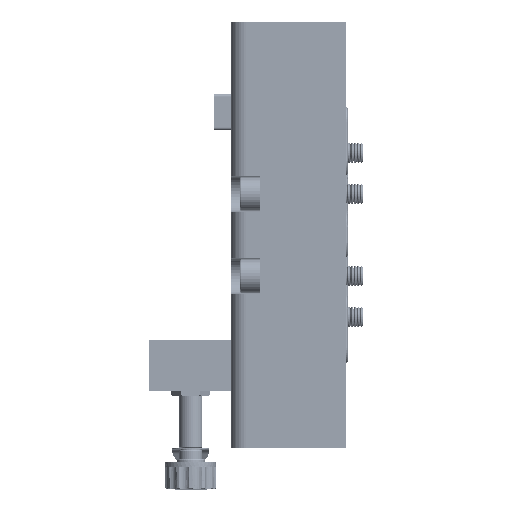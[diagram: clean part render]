
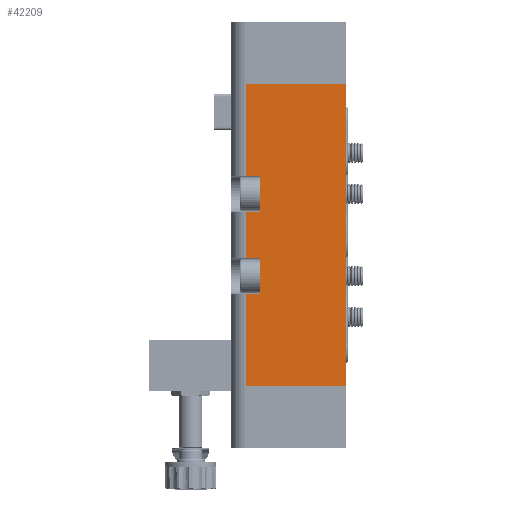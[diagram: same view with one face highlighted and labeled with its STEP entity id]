
A CAD part, left-side view. The second image highlights one B-rep face of the part: STEP entity #42209.
In plain terms, the highlighted planar face has unit normal (-1, 0, 0).
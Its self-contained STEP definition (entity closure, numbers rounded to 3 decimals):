
#406 = DIRECTION ( 'NONE',  ( 0., 0., -1. ) ) ;
#578 = DIRECTION ( 'NONE',  ( 0., 0., -1. ) ) ;
#2827 = CARTESIAN_POINT ( 'NONE',  ( 0., 0., 36. ) ) ;
#4423 = LINE ( 'NONE', #29858, #75490 ) ;
#5618 = CARTESIAN_POINT ( 'NONE',  ( 0., 0., 118. ) ) ;
#5913 = EDGE_CURVE ( 'NONE', #107676, #72200, #63761, .T. ) ;
#8671 = ORIENTED_EDGE ( 'NONE', *, *, #115512, .T. ) ;
#10027 = DIRECTION ( 'NONE',  ( 0., -1., 0. ) ) ;
#11372 = VECTOR ( 'NONE', #19474, 1000. ) ;
#11912 = EDGE_CURVE ( 'NONE', #107676, #48283, #118155, .T. ) ;
#12994 = CARTESIAN_POINT ( 'NONE',  ( 0., 0., 82. ) ) ;
#13625 = DIRECTION ( 'NONE',  ( 0., 0., 1. ) ) ;
#14163 = ORIENTED_EDGE ( 'NONE', *, *, #37467, .F. ) ;
#14356 = VECTOR ( 'NONE', #406, 1000. ) ;
#15573 = VERTEX_POINT ( 'NONE', #97672 ) ;
#17778 = VERTEX_POINT ( 'NONE', #44687 ) ;
#19391 = CARTESIAN_POINT ( 'NONE',  ( 0., 39., 36. ) ) ;
#19407 = VECTOR ( 'NONE', #39015, 1000. ) ;
#19474 = DIRECTION ( 'NONE',  ( 0., 1., 0. ) ) ;
#21144 = VECTOR ( 'NONE', #578, 1000. ) ;
#22307 = ORIENTED_EDGE ( 'NONE', *, *, #95763, .T. ) ;
#22926 = ORIENTED_EDGE ( 'NONE', *, *, #30214, .F. ) ;
#23982 = VECTOR ( 'NONE', #95621, 1000. ) ;
#24569 = VERTEX_POINT ( 'NONE', #19391 ) ;
#25927 = CARTESIAN_POINT ( 'NONE',  ( 0., 39., 82. ) ) ;
#26909 = ORIENTED_EDGE ( 'NONE', *, *, #104976, .T. ) ;
#27036 = DIRECTION ( 'NONE',  ( 0., -1., 0. ) ) ;
#28357 = CARTESIAN_POINT ( 'NONE',  ( 0., 39., 118. ) ) ;
#28441 = EDGE_CURVE ( 'NONE', #73638, #15573, #113874, .T. ) ;
#29858 = CARTESIAN_POINT ( 'NONE',  ( 0., 39., 118. ) ) ;
#30214 = EDGE_CURVE ( 'NONE', #57265, #17778, #94594, .T. ) ;
#30645 = CARTESIAN_POINT ( 'NONE',  ( 0., 33.5, 36. ) ) ;
#31663 = VECTOR ( 'NONE', #44246, 1000. ) ;
#32327 = CARTESIAN_POINT ( 'NONE',  ( 0., 39., 50. ) ) ;
#36803 = CARTESIAN_POINT ( 'NONE',  ( 0., 33.5, 68. ) ) ;
#37467 = EDGE_CURVE ( 'NONE', #48283, #15573, #48821, .T. ) ;
#39015 = DIRECTION ( 'NONE',  ( 0., -1., 0. ) ) ;
#39863 = VECTOR ( 'NONE', #10027, 1000. ) ;
#40306 = CARTESIAN_POINT ( 'NONE',  ( 0., 33.5, 50. ) ) ;
#41015 = AXIS2_PLACEMENT_3D ( 'NONE', #5618, #42497, #89089 ) ;
#42209 = ADVANCED_FACE ( 'NONE', ( #70162 ), #79802, .F. ) ;
#42497 = DIRECTION ( 'NONE',  ( 1., 0., 0. ) ) ;
#44246 = DIRECTION ( 'NONE',  ( 0., 0., -1. ) ) ;
#44687 = CARTESIAN_POINT ( 'NONE',  ( 0., 33.5, 82. ) ) ;
#45295 = VECTOR ( 'NONE', #13625, 1000. ) ;
#48018 = CARTESIAN_POINT ( 'NONE',  ( 0., 0., 118. ) ) ;
#48283 = VERTEX_POINT ( 'NONE', #78932 ) ;
#48821 = LINE ( 'NONE', #111649, #21144 ) ;
#50632 = CARTESIAN_POINT ( 'NONE',  ( 0., 33.5, 118. ) ) ;
#51142 = EDGE_CURVE ( 'NONE', #86280, #67779, #78617, .T. ) ;
#51419 = ORIENTED_EDGE ( 'NONE', *, *, #109903, .T. ) ;
#51952 = ORIENTED_EDGE ( 'NONE', *, *, #70254, .T. ) ;
#54020 = VECTOR ( 'NONE', #97653, 1000. ) ;
#56326 = CARTESIAN_POINT ( 'NONE',  ( 0., 0., 0. ) ) ;
#57265 = VERTEX_POINT ( 'NONE', #36803 ) ;
#60381 = CARTESIAN_POINT ( 'NONE',  ( 0., 33.5, 118. ) ) ;
#63761 = LINE ( 'NONE', #28357, #14356 ) ;
#67551 = EDGE_CURVE ( 'NONE', #116863, #67779, #95865, .T. ) ;
#67779 = VERTEX_POINT ( 'NONE', #40306 ) ;
#69104 = CARTESIAN_POINT ( 'NONE',  ( 0., 39., 118. ) ) ;
#70162 = FACE_OUTER_BOUND ( 'NONE', #83006, .T. ) ;
#70254 = EDGE_CURVE ( 'NONE', #86280, #24569, #73343, .T. ) ;
#71237 = VECTOR ( 'NONE', #27036, 1000. ) ;
#72200 = VERTEX_POINT ( 'NONE', #25927 ) ;
#72574 = CARTESIAN_POINT ( 'NONE',  ( 0., 39., 68. ) ) ;
#73343 = LINE ( 'NONE', #2827, #23982 ) ;
#73638 = VERTEX_POINT ( 'NONE', #114772 ) ;
#74024 = ORIENTED_EDGE ( 'NONE', *, *, #28441, .T. ) ;
#75490 = VECTOR ( 'NONE', #94726, 1000. ) ;
#77902 = DIRECTION ( 'NONE',  ( 0., -1., 0. ) ) ;
#78617 = LINE ( 'NONE', #60381, #54020 ) ;
#78932 = CARTESIAN_POINT ( 'NONE',  ( 0., 0., 118. ) ) ;
#79802 = PLANE ( 'NONE',  #41015 ) ;
#80995 = LINE ( 'NONE', #109115, #31663 ) ;
#82489 = LINE ( 'NONE', #93741, #11372 ) ;
#83006 = EDGE_LOOP ( 'NONE', ( #22926, #8671, #51419, #95380, #94525, #51952, #26909, #74024, #14163, #87946, #86800, #22307 ) ) ;
#85146 = LINE ( 'NONE', #12994, #106859 ) ;
#86280 = VERTEX_POINT ( 'NONE', #30645 ) ;
#86800 = ORIENTED_EDGE ( 'NONE', *, *, #5913, .T. ) ;
#87946 = ORIENTED_EDGE ( 'NONE', *, *, #11912, .F. ) ;
#89089 = DIRECTION ( 'NONE',  ( 0., 0., -1. ) ) ;
#90433 = VERTEX_POINT ( 'NONE', #72574 ) ;
#91857 = CARTESIAN_POINT ( 'NONE',  ( 0., 0., 50. ) ) ;
#93741 = CARTESIAN_POINT ( 'NONE',  ( 0., 0., 68. ) ) ;
#94525 = ORIENTED_EDGE ( 'NONE', *, *, #51142, .F. ) ;
#94594 = LINE ( 'NONE', #50632, #45295 ) ;
#94726 = DIRECTION ( 'NONE',  ( 0., 0., -1. ) ) ;
#95380 = ORIENTED_EDGE ( 'NONE', *, *, #67551, .T. ) ;
#95621 = DIRECTION ( 'NONE',  ( 0., 1., 0. ) ) ;
#95763 = EDGE_CURVE ( 'NONE', #72200, #17778, #85146, .T. ) ;
#95865 = LINE ( 'NONE', #91857, #71237 ) ;
#97653 = DIRECTION ( 'NONE',  ( 0., 0., 1. ) ) ;
#97672 = CARTESIAN_POINT ( 'NONE',  ( 0., 0., 0. ) ) ;
#104976 = EDGE_CURVE ( 'NONE', #24569, #73638, #4423, .T. ) ;
#106859 = VECTOR ( 'NONE', #77902, 1000. ) ;
#107676 = VERTEX_POINT ( 'NONE', #69104 ) ;
#109115 = CARTESIAN_POINT ( 'NONE',  ( 0., 39., 118. ) ) ;
#109903 = EDGE_CURVE ( 'NONE', #90433, #116863, #80995, .T. ) ;
#111649 = CARTESIAN_POINT ( 'NONE',  ( 0., 0., 118. ) ) ;
#113874 = LINE ( 'NONE', #56326, #39863 ) ;
#114772 = CARTESIAN_POINT ( 'NONE',  ( 0., 39., 0. ) ) ;
#115512 = EDGE_CURVE ( 'NONE', #57265, #90433, #82489, .T. ) ;
#116863 = VERTEX_POINT ( 'NONE', #32327 ) ;
#118155 = LINE ( 'NONE', #48018, #19407 ) ;
